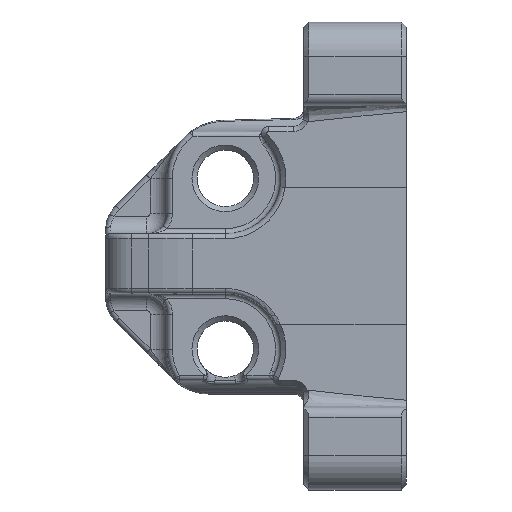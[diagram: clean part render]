
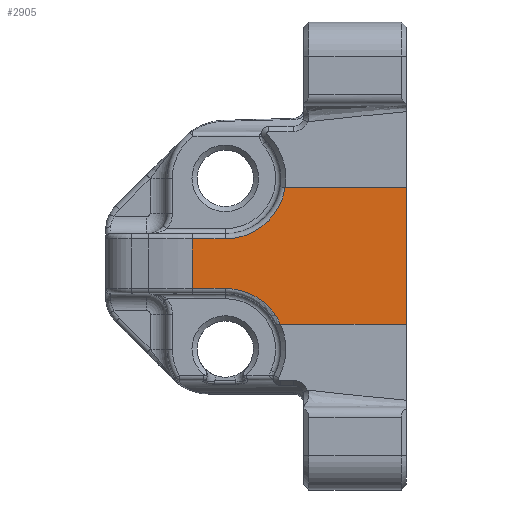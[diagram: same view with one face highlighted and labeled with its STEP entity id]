
A CAD part, top view. The second image highlights one B-rep face of the part: STEP entity #2905.
In plain terms, the highlighted planar face has unit normal (0, 0, 1).
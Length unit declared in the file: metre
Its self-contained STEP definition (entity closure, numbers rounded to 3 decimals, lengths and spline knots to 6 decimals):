
#87=PLANE('',#3177);
#198=CIRCLE('',#3178,0.00355);
#199=CIRCLE('',#3179,0.00355);
#689=ORIENTED_EDGE('',*,*,#1573,.F.);
#690=ORIENTED_EDGE('',*,*,#1574,.T.);
#691=ORIENTED_EDGE('',*,*,#1575,.T.);
#692=ORIENTED_EDGE('',*,*,#1576,.T.);
#693=ORIENTED_EDGE('',*,*,#1577,.T.);
#694=ORIENTED_EDGE('',*,*,#1578,.T.);
#695=ORIENTED_EDGE('',*,*,#1579,.T.);
#696=ORIENTED_EDGE('',*,*,#1475,.T.);
#1475=EDGE_CURVE('',#1922,#1921,#2136,.T.);
#1573=EDGE_CURVE('',#2006,#1921,#2181,.T.);
#1574=EDGE_CURVE('',#2006,#2007,#198,.T.);
#1575=EDGE_CURVE('',#2007,#2008,#2182,.F.);
#1576=EDGE_CURVE('',#2008,#2009,#2183,.F.);
#1577=EDGE_CURVE('',#2009,#2010,#2184,.F.);
#1578=EDGE_CURVE('',#2010,#2011,#199,.T.);
#1579=EDGE_CURVE('',#2011,#1922,#2185,.T.);
#1921=VERTEX_POINT('',#4612);
#1922=VERTEX_POINT('',#4614);
#2006=VERTEX_POINT('',#4898);
#2007=VERTEX_POINT('',#4902);
#2008=VERTEX_POINT('',#4904);
#2009=VERTEX_POINT('',#4906);
#2010=VERTEX_POINT('',#4908);
#2011=VERTEX_POINT('',#4910);
#2136=LINE('',#4613,#2297);
#2181=LINE('',#4899,#2342);
#2182=LINE('',#4903,#2343);
#2183=LINE('',#4905,#2344);
#2184=LINE('',#4907,#2345);
#2185=LINE('',#4911,#2346);
#2297=VECTOR('',#3575,1.);
#2342=VECTOR('',#3716,1.);
#2343=VECTOR('',#3721,1.);
#2344=VECTOR('',#3722,1.);
#2345=VECTOR('',#3723,1.);
#2346=VECTOR('',#3726,1.);
#2444=EDGE_LOOP('',(#689,#690,#691,#692,#693,#694,#695,#696));
#2655=FACE_BOUND('',#2444,.T.);
#2905=ADVANCED_FACE('',(#2655),#87,.F.);
#3177=AXIS2_PLACEMENT_3D('',#4900,#3717,#3718);
#3178=AXIS2_PLACEMENT_3D('',#4901,#3719,#3720);
#3179=AXIS2_PLACEMENT_3D('',#4909,#3724,#3725);
#3575=DIRECTION('',(0.,1.,0.));
#3716=DIRECTION('',(1.,0.,0.));
#3717=DIRECTION('',(0.,0.,-1.));
#3718=DIRECTION('',(-1.,0.,0.));
#3719=DIRECTION('',(0.,0.,-1.));
#3720=DIRECTION('',(-1.,0.,0.));
#3721=DIRECTION('',(1.,0.,0.));
#3722=DIRECTION('',(0.,1.,0.));
#3723=DIRECTION('',(-1.,0.,0.));
#3724=DIRECTION('',(0.,0.,-1.));
#3725=DIRECTION('',(-1.,0.,0.));
#3726=DIRECTION('',(1.,0.,0.));
#4612=CARTESIAN_POINT('',(0.006833,0.004069,0.0044));
#4613=CARTESIAN_POINT('',(0.006833,0.000069,0.0044));
#4614=CARTESIAN_POINT('',(0.006833,-0.003931,0.0044));
#4898=CARTESIAN_POINT('',(-0.00026,0.004069,0.0044));
#4899=CARTESIAN_POINT('',(-0.007167,0.004069,0.0044));
#4900=CARTESIAN_POINT('',(-0.007167,0.000069,0.0044));
#4901=CARTESIAN_POINT('',(-0.003767,0.004619,0.0044));
#4902=CARTESIAN_POINT('',(-0.003767,0.001069,0.0044));
#4903=CARTESIAN_POINT('',(-0.007167,0.001069,0.0044));
#4904=CARTESIAN_POINT('',(-0.005688,0.001069,0.0044));
#4905=CARTESIAN_POINT('',(-0.005688,0.000069,0.0044));
#4906=CARTESIAN_POINT('',(-0.005688,-0.001831,0.0044));
#4907=CARTESIAN_POINT('',(-0.003767,-0.001831,0.0044));
#4908=CARTESIAN_POINT('',(-0.003767,-0.001831,0.0044));
#4909=CARTESIAN_POINT('',(-0.003767,-0.005381,0.0044));
#4910=CARTESIAN_POINT('',(-0.000526,-0.003931,0.0044));
#4911=CARTESIAN_POINT('',(-0.007167,-0.003931,0.0044));
